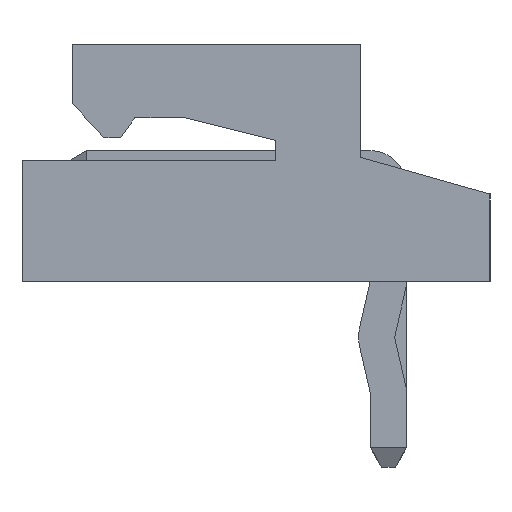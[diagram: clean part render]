
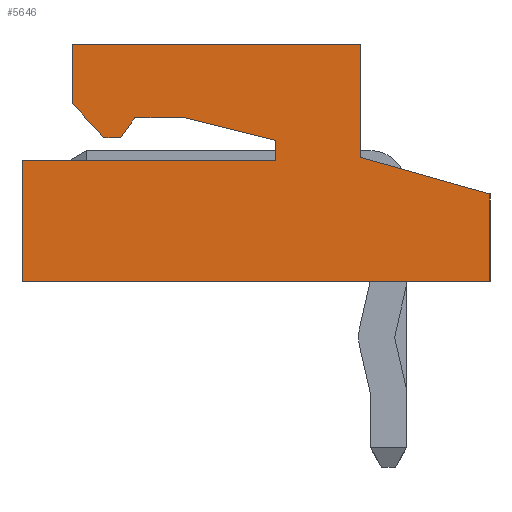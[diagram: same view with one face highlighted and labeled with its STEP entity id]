
A CAD part, left-side view. The second image highlights one B-rep face of the part: STEP entity #5646.
In plain terms, the highlighted planar face has unit normal (-1, 0, 0).
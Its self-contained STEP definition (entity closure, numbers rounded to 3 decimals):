
#418=ORIENTED_EDGE('',*,*,#1455,.F.);
#419=ORIENTED_EDGE('',*,*,#1438,.T.);
#420=ORIENTED_EDGE('',*,*,#1456,.T.);
#421=ORIENTED_EDGE('',*,*,#1457,.T.);
#422=ORIENTED_EDGE('',*,*,#1458,.T.);
#423=ORIENTED_EDGE('',*,*,#1406,.F.);
#424=ORIENTED_EDGE('',*,*,#1428,.T.);
#425=ORIENTED_EDGE('',*,*,#1459,.F.);
#426=ORIENTED_EDGE('',*,*,#1460,.F.);
#427=ORIENTED_EDGE('',*,*,#1461,.F.);
#428=ORIENTED_EDGE('',*,*,#1462,.F.);
#429=ORIENTED_EDGE('',*,*,#1463,.F.);
#430=ORIENTED_EDGE('',*,*,#1464,.F.);
#431=ORIENTED_EDGE('',*,*,#1465,.F.);
#1406=EDGE_CURVE('',#1938,#1939,#2348,.T.);
#1428=EDGE_CURVE('',#1938,#1959,#2370,.T.);
#1438=EDGE_CURVE('',#1970,#1969,#2380,.T.);
#1455=EDGE_CURVE('',#1970,#1980,#2397,.T.);
#1456=EDGE_CURVE('',#1969,#1981,#2398,.T.);
#1457=EDGE_CURVE('',#1981,#1982,#2399,.T.);
#1458=EDGE_CURVE('',#1982,#1939,#2400,.T.);
#1459=EDGE_CURVE('',#1983,#1959,#2401,.T.);
#1460=EDGE_CURVE('',#1984,#1983,#2402,.T.);
#1461=EDGE_CURVE('',#1985,#1984,#2403,.T.);
#1462=EDGE_CURVE('',#1986,#1985,#2404,.T.);
#1463=EDGE_CURVE('',#1987,#1986,#2405,.T.);
#1464=EDGE_CURVE('',#1988,#1987,#2406,.T.);
#1465=EDGE_CURVE('',#1980,#1988,#2407,.T.);
#1938=VERTEX_POINT('',#7482);
#1939=VERTEX_POINT('',#7484);
#1959=VERTEX_POINT('',#7526);
#1969=VERTEX_POINT('',#7547);
#1970=VERTEX_POINT('',#7549);
#1980=VERTEX_POINT('',#7578);
#1981=VERTEX_POINT('',#7580);
#1982=VERTEX_POINT('',#7582);
#1983=VERTEX_POINT('',#7585);
#1984=VERTEX_POINT('',#7587);
#1985=VERTEX_POINT('',#7589);
#1986=VERTEX_POINT('',#7591);
#1987=VERTEX_POINT('',#7593);
#1988=VERTEX_POINT('',#7595);
#2348=LINE('',#7483,#2892);
#2370=LINE('',#7527,#2914);
#2380=LINE('',#7548,#2924);
#2397=LINE('',#7577,#2941);
#2398=LINE('',#7579,#2942);
#2399=LINE('',#7581,#2943);
#2400=LINE('',#7583,#2944);
#2401=LINE('',#7584,#2945);
#2402=LINE('',#7586,#2946);
#2403=LINE('',#7588,#2947);
#2404=LINE('',#7590,#2948);
#2405=LINE('',#7592,#2949);
#2406=LINE('',#7594,#2950);
#2407=LINE('',#7596,#2951);
#2892=VECTOR('',#6380,1000.);
#2914=VECTOR('',#6404,1000.);
#2924=VECTOR('',#6416,1000.);
#2941=VECTOR('',#6437,1000.);
#2942=VECTOR('',#6438,1000.);
#2943=VECTOR('',#6439,1000.);
#2944=VECTOR('',#6440,1000.);
#2945=VECTOR('',#6441,1000.);
#2946=VECTOR('',#6442,1000.);
#2947=VECTOR('',#6443,1000.);
#2948=VECTOR('',#6444,1000.);
#2949=VECTOR('',#6445,1000.);
#2950=VECTOR('',#6446,1000.);
#2951=VECTOR('',#6447,1000.);
#3368=EDGE_LOOP('',(#418,#419,#420,#421,#422,#423,#424,#425,#426,#427,#428,
#429,#430,#431));
#3604=FACE_BOUND('',#3368,.T.);
#3830=PLANE('',#5907);
#5646=ADVANCED_FACE('',(#3604),#3830,.T.);
#5907=AXIS2_PLACEMENT_3D('',#7576,#6435,#6436);
#6380=DIRECTION('',(0.,1.,0.));
#6404=DIRECTION('',(0.,0.,1.));
#6416=DIRECTION('',(0.,1.,0.));
#6435=DIRECTION('',(-1.,0.,0.));
#6436=DIRECTION('',(0.,0.,1.));
#6437=DIRECTION('',(0.,0.,-1.));
#6438=DIRECTION('',(0.,0.,-1.));
#6439=DIRECTION('',(0.,-1.,0.));
#6440=DIRECTION('',(0.,-0.272,0.962));
#6441=DIRECTION('',(0.,-1.,0.));
#6442=DIRECTION('',(0.,-0.737,0.676));
#6443=DIRECTION('',(0.,0.,1.));
#6444=DIRECTION('',(0.,0.814,0.581));
#6445=DIRECTION('',(0.,0.,1.));
#6446=DIRECTION('',(0.,-0.243,0.97));
#6447=DIRECTION('',(0.,-1.,0.));
#7482=CARTESIAN_POINT('',(-6.25,-1.9,-3.));
#7483=CARTESIAN_POINT('',(-6.25,-1.9,-3.));
#7484=CARTESIAN_POINT('',(-6.25,0.1,-3.));
#7526=CARTESIAN_POINT('',(-6.25,-1.9,2.1));
#7527=CARTESIAN_POINT('',(-6.25,-1.9,-3.));
#7547=CARTESIAN_POINT('',(-6.25,2.3,3.));
#7548=CARTESIAN_POINT('',(-6.25,-1.9,3.));
#7549=CARTESIAN_POINT('',(-6.25,0.15,3.));
#7576=CARTESIAN_POINT('',(-6.25,-1.9,-3.));
#7577=CARTESIAN_POINT('',(-6.25,0.15,-1.5));
#7578=CARTESIAN_POINT('',(-6.25,0.15,-1.5));
#7579=CARTESIAN_POINT('',(-6.25,2.3,3.));
#7580=CARTESIAN_POINT('',(-6.25,2.3,-5.3));
#7581=CARTESIAN_POINT('',(-6.25,2.3,-5.3));
#7582=CARTESIAN_POINT('',(-6.25,0.75,-5.3));
#7583=CARTESIAN_POINT('',(-6.25,0.75,-5.3));
#7584=CARTESIAN_POINT('',(-6.25,-0.85,2.1));
#7585=CARTESIAN_POINT('',(-6.25,-0.85,2.1));
#7586=CARTESIAN_POINT('',(-6.25,-0.25,1.55));
#7587=CARTESIAN_POINT('',(-6.25,-0.25,1.55));
#7588=CARTESIAN_POINT('',(-6.25,-0.25,1.55));
#7589=CARTESIAN_POINT('',(-6.25,-0.25,1.25));
#7590=CARTESIAN_POINT('',(-6.25,-0.25,1.25));
#7591=CARTESIAN_POINT('',(-6.25,-0.6,1.));
#7592=CARTESIAN_POINT('',(-6.25,-0.6,1.));
#7593=CARTESIAN_POINT('',(-6.25,-0.6,0.1));
#7594=CARTESIAN_POINT('',(-6.25,-0.2,-1.5));
#7595=CARTESIAN_POINT('',(-6.25,-0.2,-1.5));
#7596=CARTESIAN_POINT('',(-6.25,0.15,-1.5));
